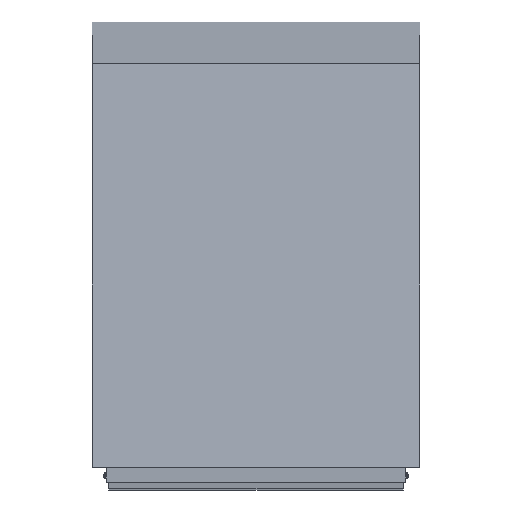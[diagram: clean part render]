
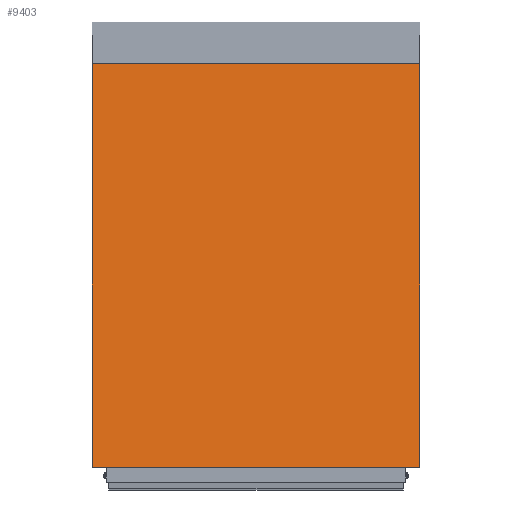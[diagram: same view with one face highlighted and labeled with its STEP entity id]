
A CAD part, top view. The second image highlights one B-rep face of the part: STEP entity #9403.
In plain terms, the highlighted planar face has unit normal (0, 0.12, 0.993).
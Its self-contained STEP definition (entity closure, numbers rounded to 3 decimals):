
#599 = CARTESIAN_POINT ( 'NONE',  ( -131., -147., 129.5 ) ) ;
#808 = DIRECTION ( 'NONE',  ( 0., -0.993, 0.12 ) ) ;
#948 = CARTESIAN_POINT ( 'NONE',  ( 131., -147., 129.5 ) ) ;
#1441 = VERTEX_POINT ( 'NONE', #3866 ) ;
#2122 = CARTESIAN_POINT ( 'NONE',  ( -511.276, -147., 129.5 ) ) ;
#2690 = LINE ( 'NONE', #14881, #3446 ) ;
#2697 = CARTESIAN_POINT ( 'NONE',  ( -511.276, 176.515, 90.5 ) ) ;
#2761 = FACE_OUTER_BOUND ( 'NONE', #3597, .T. ) ;
#2810 = VERTEX_POINT ( 'NONE', #948 ) ;
#3113 = DIRECTION ( 'NONE',  ( 0., -0.993, 0.12 ) ) ;
#3446 = VECTOR ( 'NONE', #3113, 1000. ) ;
#3566 = AXIS2_PLACEMENT_3D ( 'NONE', #5754, #4465, #808 ) ;
#3597 = EDGE_LOOP ( 'NONE', ( #4160, #13650, #10663, #7932 ) ) ;
#3866 = CARTESIAN_POINT ( 'NONE',  ( 131., 176.515, 90.5 ) ) ;
#4160 = ORIENTED_EDGE ( 'NONE', *, *, #15028, .F. ) ;
#4465 = DIRECTION ( 'NONE',  ( 0., 0.12, 0.993 ) ) ;
#4577 = PLANE ( 'NONE',  #3566 ) ;
#5321 = VECTOR ( 'NONE', #7854, 1000. ) ;
#5544 = CARTESIAN_POINT ( 'NONE',  ( -131., 176.515, 90.5 ) ) ;
#5754 = CARTESIAN_POINT ( 'NONE',  ( 129., -147., 129.5 ) ) ;
#5953 = VERTEX_POINT ( 'NONE', #5544 ) ;
#6054 = DIRECTION ( 'NONE',  ( 1., 0., 0. ) ) ;
#6314 = VERTEX_POINT ( 'NONE', #599 ) ;
#6767 = CARTESIAN_POINT ( 'NONE',  ( 131., -147., 129.5 ) ) ;
#7036 = VECTOR ( 'NONE', #6054, 1000. ) ;
#7854 = DIRECTION ( 'NONE',  ( 0., -0.993, 0.12 ) ) ;
#7932 = ORIENTED_EDGE ( 'NONE', *, *, #12189, .F. ) ;
#8681 = DIRECTION ( 'NONE',  ( 1., 0., 0. ) ) ;
#9403 = ADVANCED_FACE ( 'NONE', ( #2761 ), #4577, .T. ) ;
#9456 = LINE ( 'NONE', #2122, #7036 ) ;
#10025 = LINE ( 'NONE', #2697, #15110 ) ;
#10087 = EDGE_CURVE ( 'NONE', #6314, #2810, #9456, .T. ) ;
#10663 = ORIENTED_EDGE ( 'NONE', *, *, #10087, .T. ) ;
#12129 = EDGE_CURVE ( 'NONE', #5953, #6314, #2690, .T. ) ;
#12189 = EDGE_CURVE ( 'NONE', #1441, #2810, #12206, .T. ) ;
#12206 = LINE ( 'NONE', #6767, #5321 ) ;
#13650 = ORIENTED_EDGE ( 'NONE', *, *, #12129, .T. ) ;
#14881 = CARTESIAN_POINT ( 'NONE',  ( -131., -147., 129.5 ) ) ;
#15028 = EDGE_CURVE ( 'NONE', #5953, #1441, #10025, .T. ) ;
#15110 = VECTOR ( 'NONE', #8681, 1000. ) ;
